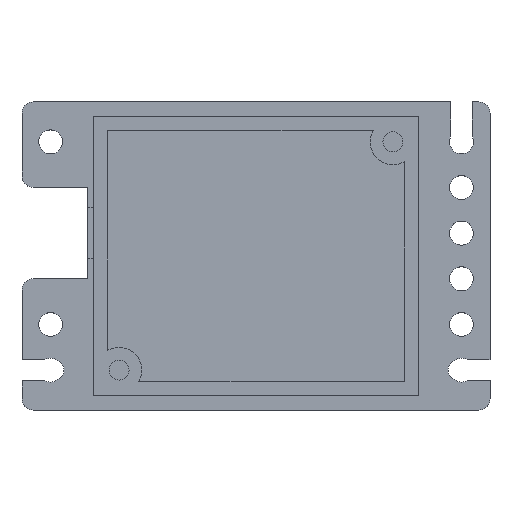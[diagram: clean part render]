
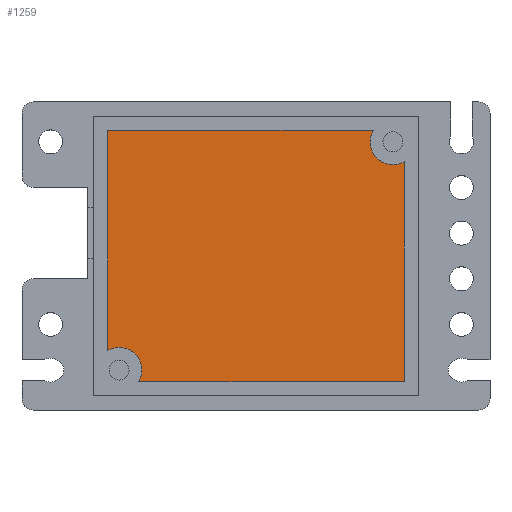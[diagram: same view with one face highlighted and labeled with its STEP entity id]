
A CAD part, top view. The second image highlights one B-rep face of the part: STEP entity #1259.
In plain terms, the highlighted planar face has unit normal (0, 0, 1).
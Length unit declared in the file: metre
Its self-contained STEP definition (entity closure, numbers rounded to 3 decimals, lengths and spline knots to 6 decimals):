
#91=CIRCLE('',#1383,0.004);
#93=CIRCLE('',#1386,0.004);
#249=ORIENTED_EDGE('',*,*,#579,.F.);
#250=ORIENTED_EDGE('',*,*,#592,.F.);
#251=ORIENTED_EDGE('',*,*,#583,.F.);
#252=ORIENTED_EDGE('',*,*,#586,.T.);
#253=ORIENTED_EDGE('',*,*,#594,.F.);
#254=ORIENTED_EDGE('',*,*,#589,.T.);
#579=EDGE_CURVE('',#760,#761,#847,.T.);
#583=EDGE_CURVE('',#764,#765,#851,.T.);
#586=EDGE_CURVE('',#764,#767,#854,.T.);
#589=EDGE_CURVE('',#769,#761,#857,.T.);
#592=EDGE_CURVE('',#765,#760,#91,.T.);
#594=EDGE_CURVE('',#769,#767,#93,.T.);
#760=VERTEX_POINT('',#2062);
#761=VERTEX_POINT('',#2064);
#764=VERTEX_POINT('',#2071);
#765=VERTEX_POINT('',#2073);
#767=VERTEX_POINT('',#2079);
#769=VERTEX_POINT('',#2085);
#847=LINE('',#2063,#959);
#851=LINE('',#2072,#963);
#854=LINE('',#2078,#966);
#857=LINE('',#2084,#969);
#959=VECTOR('',#1618,1.);
#963=VECTOR('',#1624,1.);
#966=VECTOR('',#1629,1.);
#969=VECTOR('',#1634,1.);
#1048=EDGE_LOOP('',(#249,#250,#251,#252,#253,#254));
#1144=FACE_BOUND('',#1048,.T.);
#1223=PLANE('',#1391);
#1259=ADVANCED_FACE('',(#1144),#1223,.T.);
#1383=AXIS2_PLACEMENT_3D('',#2090,#1639,#1640);
#1386=AXIS2_PLACEMENT_3D('',#2093,#1645,#1646);
#1391=AXIS2_PLACEMENT_3D('',#2108,#1659,#1660);
#1618=DIRECTION('',(0.,-1.,0.));
#1624=DIRECTION('',(1.,0.,0.));
#1629=DIRECTION('',(0.,-1.,0.));
#1634=DIRECTION('',(1.,0.,0.));
#1639=DIRECTION('',(0.,0.,1.));
#1640=DIRECTION('',(1.,0.,0.));
#1645=DIRECTION('',(0.,0.,1.));
#1646=DIRECTION('',(1.,0.,0.));
#1659=DIRECTION('',(0.,0.,1.));
#1660=DIRECTION('',(1.,0.,0.));
#2062=CARTESIAN_POINT('',(0.026,0.016536,0.0025));
#2063=CARTESIAN_POINT('',(0.026,-0.002732,0.0025));
#2064=CARTESIAN_POINT('',(0.026,-0.022,0.0025));
#2071=CARTESIAN_POINT('',(-0.026,0.022,0.0025));
#2072=CARTESIAN_POINT('',(-0.002732,0.022,0.0025));
#2073=CARTESIAN_POINT('',(0.020536,0.022,0.0025));
#2078=CARTESIAN_POINT('',(-0.026,0.002732,0.0025));
#2079=CARTESIAN_POINT('',(-0.026,-0.016536,0.0025));
#2084=CARTESIAN_POINT('',(0.002732,-0.022,0.0025));
#2085=CARTESIAN_POINT('',(-0.020536,-0.022,0.0025));
#2090=CARTESIAN_POINT('',(0.024,0.02,0.0025));
#2093=CARTESIAN_POINT('',(-0.024,-0.02,0.0025));
#2108=CARTESIAN_POINT('',(0.009836,0.,0.0025));
